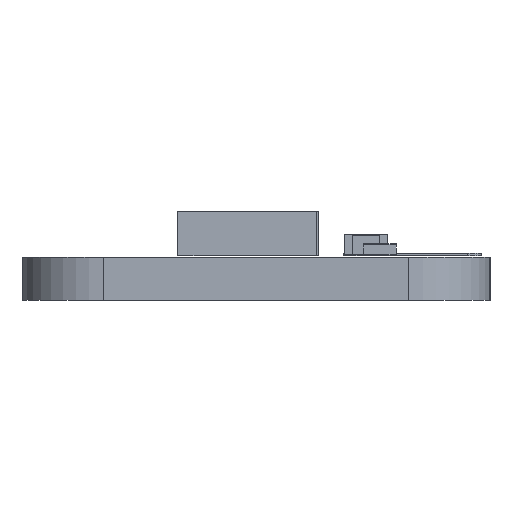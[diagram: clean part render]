
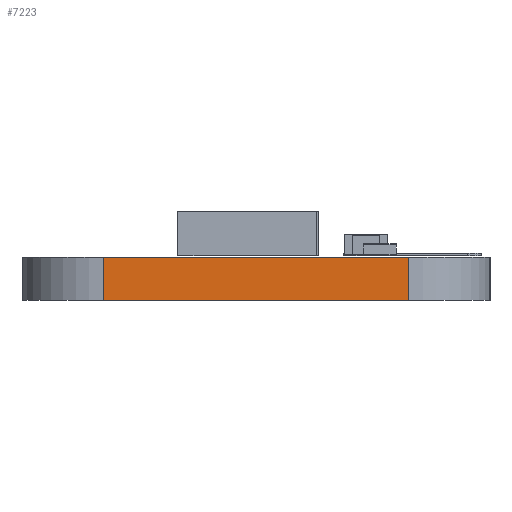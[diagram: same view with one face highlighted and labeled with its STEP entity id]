
A CAD part, left-side view. The second image highlights one B-rep face of the part: STEP entity #7223.
In plain terms, the highlighted planar face has unit normal (-1, 0, 0).
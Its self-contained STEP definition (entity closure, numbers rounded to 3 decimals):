
#6148 = PLANE('',#6149);
#6149 = AXIS2_PLACEMENT_3D('',#6150,#6151,#6152);
#6150 = CARTESIAN_POINT('',(153.25,-74.63,1.6));
#6151 = DIRECTION('',(0.,0.,1.));
#6152 = DIRECTION('',(1.,0.,-0.));
#6176 = CYLINDRICAL_SURFACE('',#6177,3.);
#6177 = AXIS2_PLACEMENT_3D('',#6178,#6179,#6180);
#6178 = CARTESIAN_POINT('',(44.,-69.,0.));
#6179 = DIRECTION('',(-0.,-0.,-1.));
#6180 = DIRECTION('',(1.,0.,-0.));
#6202 = PLANE('',#6203);
#6203 = AXIS2_PLACEMENT_3D('',#6204,#6205,#6206);
#6204 = CARTESIAN_POINT('',(153.25,-74.63,0.));
#6205 = DIRECTION('',(0.,0.,1.));
#6206 = DIRECTION('',(1.,0.,-0.));
#6297 = VERTEX_POINT('',#6298);
#6298 = CARTESIAN_POINT('',(41.,-69.,1.6));
#6320 = EDGE_CURVE('',#6321,#6297,#6323,.T.);
#6321 = VERTEX_POINT('',#6322);
#6322 = CARTESIAN_POINT('',(41.,-69.,0.));
#6323 = SURFACE_CURVE('',#6324,(#6328,#6335),.PCURVE_S1.);
#6324 = LINE('',#6325,#6326);
#6325 = CARTESIAN_POINT('',(41.,-69.,0.));
#6326 = VECTOR('',#6327,1.);
#6327 = DIRECTION('',(0.,0.,1.));
#6328 = PCURVE('',#6176,#6329);
#6329 = DEFINITIONAL_REPRESENTATION('',(#6330),#6334);
#6330 = LINE('',#6331,#6332);
#6331 = CARTESIAN_POINT('',(-3.142,0.));
#6332 = VECTOR('',#6333,1.);
#6333 = DIRECTION('',(-0.,-1.));
#6334 = ( GEOMETRIC_REPRESENTATION_CONTEXT(2) 
PARAMETRIC_REPRESENTATION_CONTEXT() REPRESENTATION_CONTEXT('2D SPACE',''
  ) );
#6335 = PCURVE('',#6336,#6341);
#6336 = PLANE('',#6337);
#6337 = AXIS2_PLACEMENT_3D('',#6338,#6339,#6340);
#6338 = CARTESIAN_POINT('',(41.,-69.,0.));
#6339 = DIRECTION('',(1.,0.,-0.));
#6340 = DIRECTION('',(0.,-1.,0.));
#6341 = DEFINITIONAL_REPRESENTATION('',(#6342),#6346);
#6342 = LINE('',#6343,#6344);
#6343 = CARTESIAN_POINT('',(0.,0.));
#6344 = VECTOR('',#6345,1.);
#6345 = DIRECTION('',(0.,-1.));
#6346 = ( GEOMETRIC_REPRESENTATION_CONTEXT(2) 
PARAMETRIC_REPRESENTATION_CONTEXT() REPRESENTATION_CONTEXT('2D SPACE',''
  ) );
#6375 = EDGE_CURVE('',#6321,#6376,#6378,.T.);
#6376 = VERTEX_POINT('',#6377);
#6377 = CARTESIAN_POINT('',(41.,-80.26,0.));
#6378 = SURFACE_CURVE('',#6379,(#6383,#6390),.PCURVE_S1.);
#6379 = LINE('',#6380,#6381);
#6380 = CARTESIAN_POINT('',(41.,-69.,0.));
#6381 = VECTOR('',#6382,1.);
#6382 = DIRECTION('',(0.,-1.,0.));
#6383 = PCURVE('',#6202,#6384);
#6384 = DEFINITIONAL_REPRESENTATION('',(#6385),#6389);
#6385 = LINE('',#6386,#6387);
#6386 = CARTESIAN_POINT('',(-112.25,5.63));
#6387 = VECTOR('',#6388,1.);
#6388 = DIRECTION('',(0.,-1.));
#6389 = ( GEOMETRIC_REPRESENTATION_CONTEXT(2) 
PARAMETRIC_REPRESENTATION_CONTEXT() REPRESENTATION_CONTEXT('2D SPACE',''
  ) );
#6390 = PCURVE('',#6336,#6391);
#6391 = DEFINITIONAL_REPRESENTATION('',(#6392),#6396);
#6392 = LINE('',#6393,#6394);
#6393 = CARTESIAN_POINT('',(0.,0.));
#6394 = VECTOR('',#6395,1.);
#6395 = DIRECTION('',(1.,0.));
#6396 = ( GEOMETRIC_REPRESENTATION_CONTEXT(2) 
PARAMETRIC_REPRESENTATION_CONTEXT() REPRESENTATION_CONTEXT('2D SPACE',''
  ) );
#6415 = CYLINDRICAL_SURFACE('',#6416,3.);
#6416 = AXIS2_PLACEMENT_3D('',#6417,#6418,#6419);
#6417 = CARTESIAN_POINT('',(44.,-80.26,0.));
#6418 = DIRECTION('',(-0.,-0.,-1.));
#6419 = DIRECTION('',(1.,0.,-0.));
#6821 = EDGE_CURVE('',#6297,#6822,#6824,.T.);
#6822 = VERTEX_POINT('',#6823);
#6823 = CARTESIAN_POINT('',(41.,-80.26,1.6));
#6824 = SURFACE_CURVE('',#6825,(#6829,#6836),.PCURVE_S1.);
#6825 = LINE('',#6826,#6827);
#6826 = CARTESIAN_POINT('',(41.,-69.,1.6));
#6827 = VECTOR('',#6828,1.);
#6828 = DIRECTION('',(0.,-1.,0.));
#6829 = PCURVE('',#6148,#6830);
#6830 = DEFINITIONAL_REPRESENTATION('',(#6831),#6835);
#6831 = LINE('',#6832,#6833);
#6832 = CARTESIAN_POINT('',(-112.25,5.63));
#6833 = VECTOR('',#6834,1.);
#6834 = DIRECTION('',(0.,-1.));
#6835 = ( GEOMETRIC_REPRESENTATION_CONTEXT(2) 
PARAMETRIC_REPRESENTATION_CONTEXT() REPRESENTATION_CONTEXT('2D SPACE',''
  ) );
#6836 = PCURVE('',#6336,#6837);
#6837 = DEFINITIONAL_REPRESENTATION('',(#6838),#6842);
#6838 = LINE('',#6839,#6840);
#6839 = CARTESIAN_POINT('',(0.,-1.6));
#6840 = VECTOR('',#6841,1.);
#6841 = DIRECTION('',(1.,0.));
#6842 = ( GEOMETRIC_REPRESENTATION_CONTEXT(2) 
PARAMETRIC_REPRESENTATION_CONTEXT() REPRESENTATION_CONTEXT('2D SPACE',''
  ) );
#7223 = ADVANCED_FACE('',(#7224),#6336,.F.);
#7224 = FACE_BOUND('',#7225,.F.);
#7225 = EDGE_LOOP('',(#7226,#7227,#7228,#7249));
#7226 = ORIENTED_EDGE('',*,*,#6320,.T.);
#7227 = ORIENTED_EDGE('',*,*,#6821,.T.);
#7228 = ORIENTED_EDGE('',*,*,#7229,.F.);
#7229 = EDGE_CURVE('',#6376,#6822,#7230,.T.);
#7230 = SURFACE_CURVE('',#7231,(#7235,#7242),.PCURVE_S1.);
#7231 = LINE('',#7232,#7233);
#7232 = CARTESIAN_POINT('',(41.,-80.26,0.));
#7233 = VECTOR('',#7234,1.);
#7234 = DIRECTION('',(0.,0.,1.));
#7235 = PCURVE('',#6336,#7236);
#7236 = DEFINITIONAL_REPRESENTATION('',(#7237),#7241);
#7237 = LINE('',#7238,#7239);
#7238 = CARTESIAN_POINT('',(11.26,0.));
#7239 = VECTOR('',#7240,1.);
#7240 = DIRECTION('',(0.,-1.));
#7241 = ( GEOMETRIC_REPRESENTATION_CONTEXT(2) 
PARAMETRIC_REPRESENTATION_CONTEXT() REPRESENTATION_CONTEXT('2D SPACE',''
  ) );
#7242 = PCURVE('',#6415,#7243);
#7243 = DEFINITIONAL_REPRESENTATION('',(#7244),#7248);
#7244 = LINE('',#7245,#7246);
#7245 = CARTESIAN_POINT('',(-3.142,0.));
#7246 = VECTOR('',#7247,1.);
#7247 = DIRECTION('',(-0.,-1.));
#7248 = ( GEOMETRIC_REPRESENTATION_CONTEXT(2) 
PARAMETRIC_REPRESENTATION_CONTEXT() REPRESENTATION_CONTEXT('2D SPACE',''
  ) );
#7249 = ORIENTED_EDGE('',*,*,#6375,.F.);
